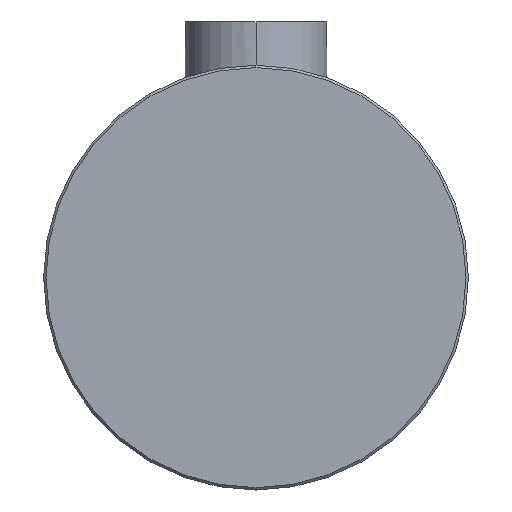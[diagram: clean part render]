
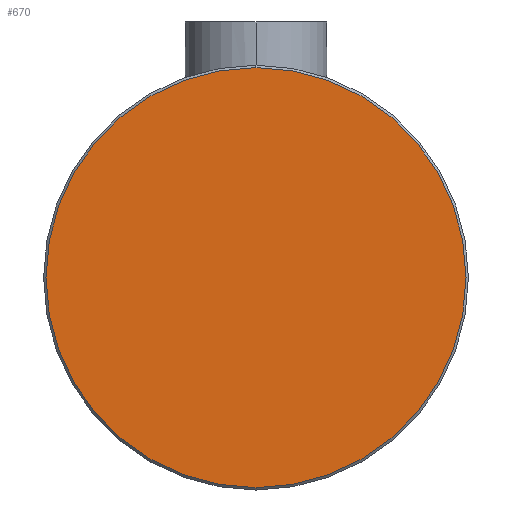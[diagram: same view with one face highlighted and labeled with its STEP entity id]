
A CAD part, left-side view. The second image highlights one B-rep face of the part: STEP entity #670.
In plain terms, the highlighted planar face has unit normal (-1, 0, 0).
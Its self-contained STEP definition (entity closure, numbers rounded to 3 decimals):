
#148 = EDGE_LOOP ( 'NONE', ( #1031, #1039 ) ) ;
#670 = ADVANCED_FACE ( 'NONE', ( #2206 ), #4660, .F. ) ;
#770 = EDGE_CURVE ( 'NONE', #1923, #1922, #2373, .T. ) ;
#1031 = ORIENTED_EDGE ( 'NONE', *, *, #1242, .T. ) ;
#1039 = ORIENTED_EDGE ( 'NONE', *, *, #770, .T. ) ;
#1242 = EDGE_CURVE ( 'NONE', #1922, #1923, #5793, .T. ) ;
#1922 = VERTEX_POINT ( 'NONE', #6463 ) ;
#1923 = VERTEX_POINT ( 'NONE', #6467 ) ;
#2206 = FACE_OUTER_BOUND ( 'NONE', #148, .T. ) ;
#2373 = CIRCLE ( 'NONE', #4064, 26.7 ) ;
#3749 = AXIS2_PLACEMENT_3D ( 'NONE', #6762, #6764, #6754 ) ;
#3989 = AXIS2_PLACEMENT_3D ( 'NONE', #4645, #4652, #4650 ) ;
#4064 = AXIS2_PLACEMENT_3D ( 'NONE', #5380, #5371, #5388 ) ;
#4645 = CARTESIAN_POINT ( 'NONE',  ( -145.5, 27., 0. ) ) ;
#4650 = DIRECTION ( 'NONE',  ( 0., 0., -1. ) ) ;
#4652 = DIRECTION ( 'NONE',  ( 1., 0., 0. ) ) ;
#4660 = PLANE ( 'NONE',  #3989 ) ;
#5371 = DIRECTION ( 'NONE',  ( -1., 0., 0. ) ) ;
#5380 = CARTESIAN_POINT ( 'NONE',  ( -145.5, 0., 0. ) ) ;
#5388 = DIRECTION ( 'NONE',  ( 0., 0., -1. ) ) ;
#5793 = CIRCLE ( 'NONE', #3749, 26.7 ) ;
#6463 = CARTESIAN_POINT ( 'NONE',  ( -145.5, 0., -26.7 ) ) ;
#6467 = CARTESIAN_POINT ( 'NONE',  ( -145.5, 0., 26.7 ) ) ;
#6754 = DIRECTION ( 'NONE',  ( 0., 0., -1. ) ) ;
#6762 = CARTESIAN_POINT ( 'NONE',  ( -145.5, 0., 0. ) ) ;
#6764 = DIRECTION ( 'NONE',  ( -1., 0., 0. ) ) ;
